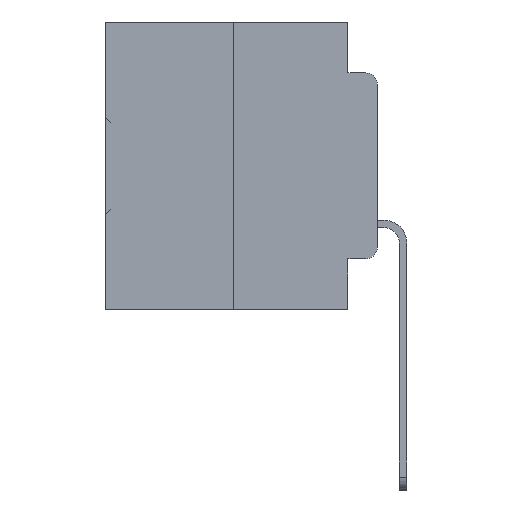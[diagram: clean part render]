
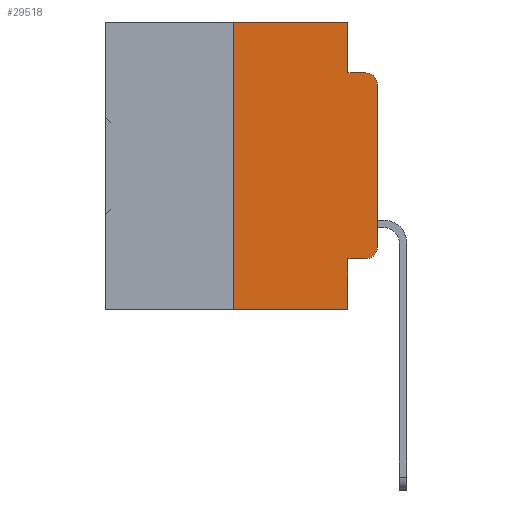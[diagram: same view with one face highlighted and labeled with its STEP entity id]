
A CAD part, left-side view. The second image highlights one B-rep face of the part: STEP entity #29518.
In plain terms, the highlighted planar face has unit normal (-1, 0, 0).
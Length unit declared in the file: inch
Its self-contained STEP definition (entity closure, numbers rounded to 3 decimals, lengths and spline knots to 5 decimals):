
#865 = VERTEX_POINT ( 'NONE', #28967 ) ;
#1492 = VERTEX_POINT ( 'NONE', #11428 ) ;
#1701 = CARTESIAN_POINT ( 'NONE',  ( 0., 0., -0.3915 ) ) ;
#1837 = DIRECTION ( 'NONE',  ( 0., 0., -1. ) ) ;
#1977 = DIRECTION ( 'NONE',  ( -1., 0., 0. ) ) ;
#3653 = LINE ( 'NONE', #31159, #4586 ) ;
#3759 = CARTESIAN_POINT ( 'NONE',  ( 0., 0.02, -0.4115 ) ) ;
#3961 = ORIENTED_EDGE ( 'NONE', *, *, #27822, .F. ) ;
#3995 = EDGE_CURVE ( 'NONE', #1492, #36493, #3653, .T. ) ;
#4145 = ORIENTED_EDGE ( 'NONE', *, *, #33637, .F. ) ;
#4586 = VECTOR ( 'NONE', #11356, 39.37008 ) ;
#4928 = DIRECTION ( 'NONE',  ( 0., -1., 0. ) ) ;
#5403 = DIRECTION ( 'NONE',  ( 0., 0., -1. ) ) ;
#5794 = CARTESIAN_POINT ( 'NONE',  ( 0., 0.25, -0.5 ) ) ;
#5851 = DIRECTION ( 'NONE',  ( 1., 0., 0. ) ) ;
#6238 = VECTOR ( 'NONE', #5403, 39.37008 ) ;
#6257 = EDGE_CURVE ( 'NONE', #11099, #9066, #22642, .T. ) ;
#6615 = AXIS2_PLACEMENT_3D ( 'NONE', #36063, #19166, #1837 ) ;
#6680 = CARTESIAN_POINT ( 'NONE',  ( 0., 0.473, 0. ) ) ;
#6780 = EDGE_LOOP ( 'NONE', ( #20829, #21680, #3961, #4145, #6954, #8135, #8346, #12143, #12345, #13976 ) ) ;
#6954 = ORIENTED_EDGE ( 'NONE', *, *, #20247, .F. ) ;
#8135 = ORIENTED_EDGE ( 'NONE', *, *, #6257, .F. ) ;
#8346 = ORIENTED_EDGE ( 'NONE', *, *, #26564, .T. ) ;
#8625 = VECTOR ( 'NONE', #32240, 39.37008 ) ;
#8770 = LINE ( 'NONE', #30626, #30524 ) ;
#9066 = VERTEX_POINT ( 'NONE', #18704 ) ;
#9104 = CARTESIAN_POINT ( 'NONE',  ( 0., 0.02, -0.0885 ) ) ;
#9988 = VERTEX_POINT ( 'NONE', #9104 ) ;
#10007 = VECTOR ( 'NONE', #26624, 39.37008 ) ;
#10156 = CIRCLE ( 'NONE', #6615, 0.02 ) ;
#10377 = AXIS2_PLACEMENT_3D ( 'NONE', #19313, #1977, #22186 ) ;
#11099 = VERTEX_POINT ( 'NONE', #5794 ) ;
#11356 = DIRECTION ( 'NONE',  ( 0., 0., -1. ) ) ;
#11428 = CARTESIAN_POINT ( 'NONE',  ( 0., 0.051, -0.4115 ) ) ;
#12143 = ORIENTED_EDGE ( 'NONE', *, *, #3995, .F. ) ;
#12345 = ORIENTED_EDGE ( 'NONE', *, *, #15888, .T. ) ;
#13976 = ORIENTED_EDGE ( 'NONE', *, *, #21590, .T. ) ;
#14221 = VECTOR ( 'NONE', #36823, 39.37008 ) ;
#14803 = LINE ( 'NONE', #36568, #6238 ) ;
#15888 = EDGE_CURVE ( 'NONE', #1492, #17154, #8770, .T. ) ;
#16280 = VERTEX_POINT ( 'NONE', #32527 ) ;
#16390 = CARTESIAN_POINT ( 'NONE',  ( 0., 0.051, -0.0885 ) ) ;
#17143 = CARTESIAN_POINT ( 'NONE',  ( 0., 0.473, 0. ) ) ;
#17154 = VERTEX_POINT ( 'NONE', #3759 ) ;
#17862 = VECTOR ( 'NONE', #4928, 39.37008 ) ;
#18484 = EDGE_CURVE ( 'NONE', #16280, #9988, #10156, .T. ) ;
#18532 = FACE_OUTER_BOUND ( 'NONE', #6780, .T. ) ;
#18704 = CARTESIAN_POINT ( 'NONE',  ( 0., 0.25, 0. ) ) ;
#19166 = DIRECTION ( 'NONE',  ( -1., 0., 0. ) ) ;
#19313 = CARTESIAN_POINT ( 'NONE',  ( 0., 0.02, -0.3915 ) ) ;
#19615 = VECTOR ( 'NONE', #30307, 39.37008 ) ;
#20247 = EDGE_CURVE ( 'NONE', #9066, #865, #22412, .T. ) ;
#20829 = ORIENTED_EDGE ( 'NONE', *, *, #27760, .T. ) ;
#21407 = CIRCLE ( 'NONE', #10377, 0.02 ) ;
#21590 = EDGE_CURVE ( 'NONE', #17154, #31595, #21407, .T. ) ;
#21680 = ORIENTED_EDGE ( 'NONE', *, *, #18484, .T. ) ;
#22186 = DIRECTION ( 'NONE',  ( 0., 0., -1. ) ) ;
#22412 = LINE ( 'NONE', #6680, #10007 ) ;
#22642 = LINE ( 'NONE', #23068, #14221 ) ;
#22975 = PLANE ( 'NONE',  #30794 ) ;
#23068 = CARTESIAN_POINT ( 'NONE',  ( 0., 0.25, 0. ) ) ;
#23736 = LINE ( 'NONE', #35047, #8625 ) ;
#25419 = LINE ( 'NONE', #16390, #17862 ) ;
#25823 = DIRECTION ( 'NONE',  ( 0., 0., -1. ) ) ;
#26564 = EDGE_CURVE ( 'NONE', #11099, #36493, #23736, .T. ) ;
#26624 = DIRECTION ( 'NONE',  ( 0., -1., 0. ) ) ;
#27486 = CARTESIAN_POINT ( 'NONE',  ( 0., 0., 0. ) ) ;
#27603 = CARTESIAN_POINT ( 'NONE',  ( 0., 0.051, -0.5 ) ) ;
#27760 = EDGE_CURVE ( 'NONE', #31595, #16280, #34650, .T. ) ;
#27822 = EDGE_CURVE ( 'NONE', #33423, #9988, #25419, .T. ) ;
#28967 = CARTESIAN_POINT ( 'NONE',  ( 0., 0.051, 0. ) ) ;
#29518 = ADVANCED_FACE ( 'NONE', ( #18532 ), #22975, .F. ) ;
#30129 = CARTESIAN_POINT ( 'NONE',  ( 0., 0.051, -0.0885 ) ) ;
#30307 = DIRECTION ( 'NONE',  ( 0., 0., 1. ) ) ;
#30524 = VECTOR ( 'NONE', #33541, 39.37008 ) ;
#30626 = CARTESIAN_POINT ( 'NONE',  ( 0., 0.051, -0.4115 ) ) ;
#30794 = AXIS2_PLACEMENT_3D ( 'NONE', #17143, #5851, #25823 ) ;
#31159 = CARTESIAN_POINT ( 'NONE',  ( 0., 0.051, 0. ) ) ;
#31595 = VERTEX_POINT ( 'NONE', #1701 ) ;
#32240 = DIRECTION ( 'NONE',  ( 0., -1., 0. ) ) ;
#32527 = CARTESIAN_POINT ( 'NONE',  ( 0., 0., -0.1085 ) ) ;
#33423 = VERTEX_POINT ( 'NONE', #30129 ) ;
#33541 = DIRECTION ( 'NONE',  ( 0., -1., 0. ) ) ;
#33637 = EDGE_CURVE ( 'NONE', #865, #33423, #14803, .T. ) ;
#34650 = LINE ( 'NONE', #27486, #19615 ) ;
#35047 = CARTESIAN_POINT ( 'NONE',  ( 0., 0.473, -0.5 ) ) ;
#36063 = CARTESIAN_POINT ( 'NONE',  ( 0., 0.02, -0.1085 ) ) ;
#36493 = VERTEX_POINT ( 'NONE', #27603 ) ;
#36568 = CARTESIAN_POINT ( 'NONE',  ( 0., 0.051, 0. ) ) ;
#36823 = DIRECTION ( 'NONE',  ( 0., 0., 1. ) ) ;
